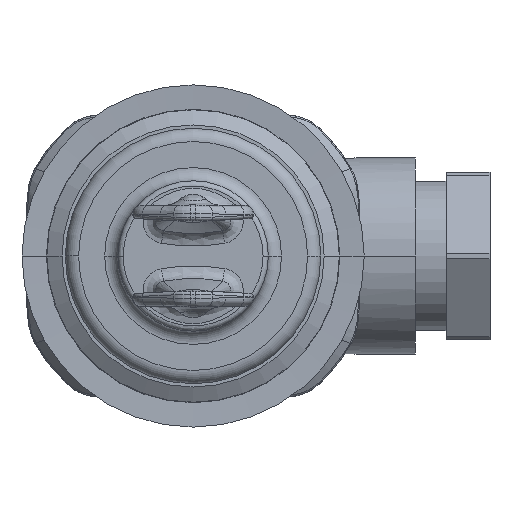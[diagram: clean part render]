
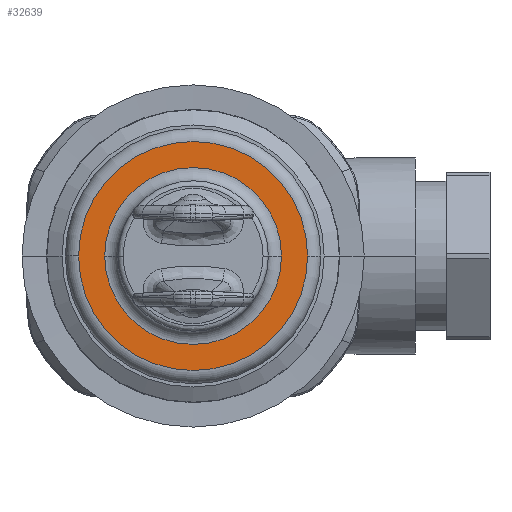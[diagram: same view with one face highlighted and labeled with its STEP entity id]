
A CAD part, front view. The second image highlights one B-rep face of the part: STEP entity #32639.
In plain terms, the highlighted planar face has unit normal (0, -1, 0).
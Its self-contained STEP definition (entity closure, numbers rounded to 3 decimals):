
#8844=CARTESIAN_POINT('',(0.,42.35,0.));
#8845=DIRECTION('',(0.,-1.,0.));
#8846=DIRECTION('',(1.,0.,0.));
#8847=AXIS2_PLACEMENT_3D('',#8844,#8845,#8846);
#8864=CARTESIAN_POINT('',(0.,42.35,0.));
#8865=DIRECTION('',(0.,-1.,0.));
#8866=DIRECTION('',(-1.,0.,0.));
#8867=AXIS2_PLACEMENT_3D('',#8864,#8865,#8866);
#8887=CARTESIAN_POINT('',(0.,42.35,0.));
#8888=DIRECTION('',(0.,1.,0.));
#8889=DIRECTION('',(1.,0.,0.));
#8890=AXIS2_PLACEMENT_3D('',#8887,#8888,#8889);
#8925=CARTESIAN_POINT('',(0.,42.35,0.));
#8926=DIRECTION('',(0.,1.,0.));
#8927=DIRECTION('',(-1.,0.,0.));
#8928=AXIS2_PLACEMENT_3D('',#8925,#8926,#8927);
#13047=CARTESIAN_POINT('',(-10.05,42.35,0.));
#13049=VERTEX_POINT('',#13047);
#13052=CARTESIAN_POINT('',(10.05,42.35,0.));
#13054=VERTEX_POINT('',#13052);
#13056=CARTESIAN_POINT('',(13.02,42.35,0.));
#13058=VERTEX_POINT('',#13056);
#13059=CARTESIAN_POINT('',(-13.02,42.35,0.));
#13061=VERTEX_POINT('',#13059);
#32623=CARTESIAN_POINT('',(0.,42.35,0.));
#32624=DIRECTION('',(0.,1.,0.));
#32625=DIRECTION('',(-1.,0.,0.));
#32626=AXIS2_PLACEMENT_3D('',#32623,#32624,#32625);
#32627=PLANE('',#32626);
#32629=ORIENTED_EDGE('',*,*,#32628,.F.);
#32630=ORIENTED_EDGE('',*,*,#32606,.F.);
#32631=EDGE_LOOP('',(#32629,#32630));
#32632=FACE_OUTER_BOUND('',#32631,.F.);
#32634=ORIENTED_EDGE('',*,*,#32633,.F.);
#32636=ORIENTED_EDGE('',*,*,#32635,.F.);
#32637=EDGE_LOOP('',(#32634,#32636));
#32638=FACE_BOUND('',#32637,.F.);
#32639=ADVANCED_FACE('',(#32632,#32638),#32627,.F.);
#8848=CIRCLE('',#8847,13.02);
#8868=CIRCLE('',#8867,13.02);
#8891=CIRCLE('',#8890,10.05);
#8929=CIRCLE('',#8928,10.05);
#32606=EDGE_CURVE('',#13058,#13061,#8848,.T.);
#32628=EDGE_CURVE('',#13061,#13058,#8868,.T.);
#32633=EDGE_CURVE('',#13054,#13049,#8891,.T.);
#32635=EDGE_CURVE('',#13049,#13054,#8929,.T.);
